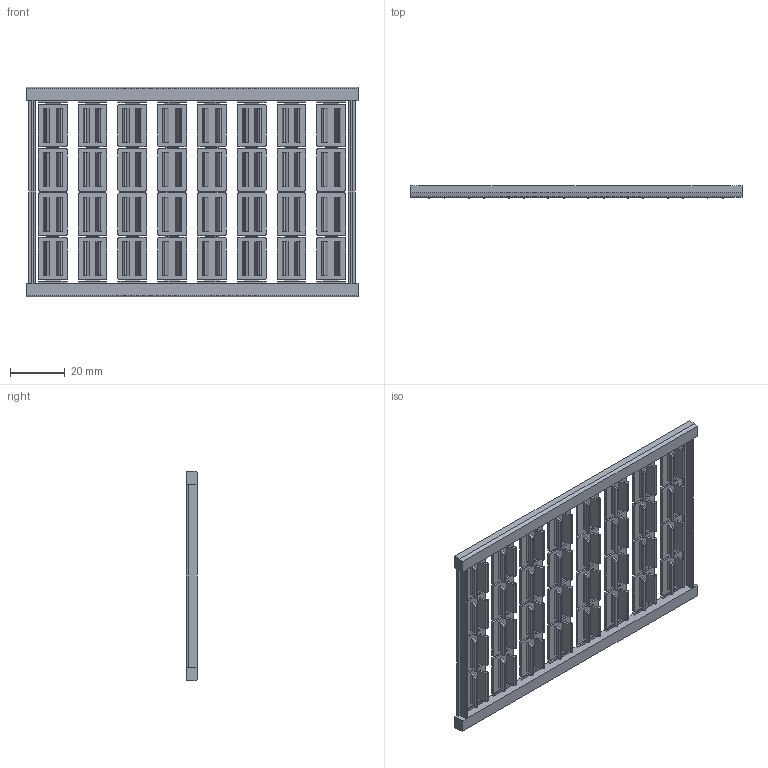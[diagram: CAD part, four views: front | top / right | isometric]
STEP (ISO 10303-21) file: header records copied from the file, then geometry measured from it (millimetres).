
FILE_DESCRIPTION((''),'2;1');
FILE_NAME('8YB867171','2022-06-14T',('Administrator'),(''),'PRO/ENGINEER BY PARAMETRIC TECHNOLOGY CORPORATION, 2013230','PRO/ENGINEER BY PARAMETRIC TECHNOLOGY CORPORATION, 2013230','');
FILE_SCHEMA(('CONFIG_CONTROL_DESIGN'));
Length unit declared in the file: millimetre
Products named in the file (1): 8YB867171
Bounding box: 121 x 4.3 x 76.5 mm (x, y, z)
Volume: 13145.4 mm3; surface area: 24260.2 mm2
Topology: 1 solids, 1 shells, 1220 faces, 3286 edges, 2132 vertices
Faces by surface type: plane 900, cylinder 320
Entity records: 37876 total; most frequent: CARTESIAN_POINT 6638, ORIENTED_EDGE 6572, DIRECTION 6366, EDGE_CURVE 3286, VECTOR 2646, LINE 2646, VERTEX_POINT 2132, AXIS2_PLACEMENT_3D 1860
